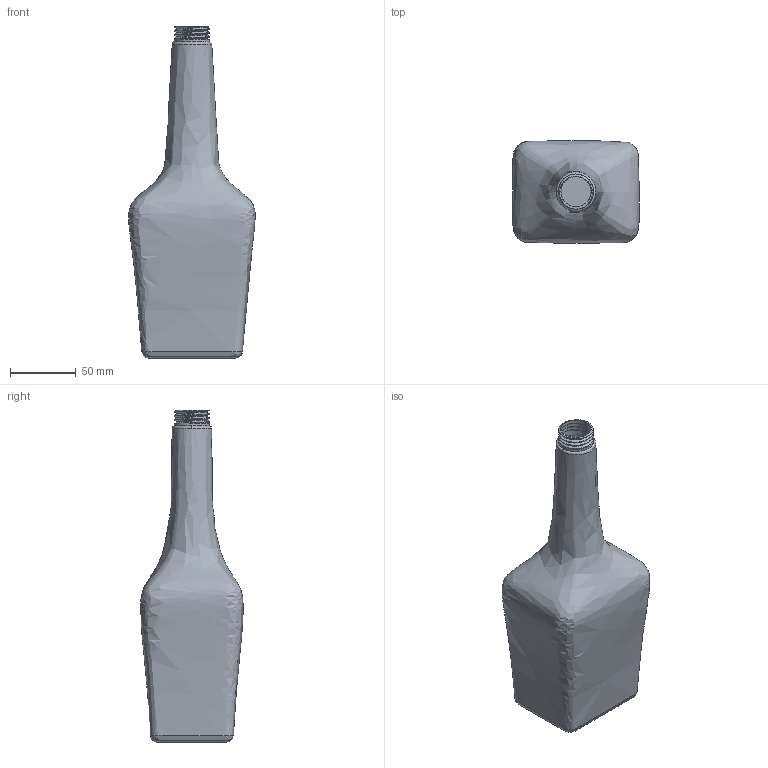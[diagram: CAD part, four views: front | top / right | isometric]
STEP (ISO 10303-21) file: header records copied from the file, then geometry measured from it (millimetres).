
FILE_DESCRIPTION(/* description */ (''),/* implementation_level */ '2;1');
FILE_NAME(/* name */ 'Day 4 - Whiskey Bottle v3.step',/* time_stamp */ '2025-10-16T20:52:16-04:00',/* author */ (''),/* organization */ (''),/* preprocessor_version */ 'ST-DEVELOPER v20.1',/* originating_system */ 'Autodesk Translation Framework v14.10.0.0',/* authorisation */ '');
FILE_SCHEMA (('AUTOMOTIVE_DESIGN { 1 0 10303 214 3 1 1 }'));
Length unit declared in the file: millimetre
Products named in the file (2): Day 4 - Whiskey Bottle; GlassBottle
Assembly tree (1 placements, depth 2):
  Day 4 - Whiskey Bottle
    GlassBottle
Bounding box: 96.56 x 78.11 x 253 mm (x, y, z)
Volume: 112459.8 mm3; surface area: 113817.8 mm2
Topology: 1 solids, 1 shells, 23 faces, 87 edges, 68 vertices
Faces by surface type: cylinder 10, bspline 8, plane 5
Full cylindrical faces by diameter (mm): 23 x1, 23.329 x3, 26.765 x3
Entity records: 12178 total; most frequent: CARTESIAN_POINT 11515, ORIENTED_EDGE 174, EDGE_CURVE 87, B_SPLINE_CURVE_WITH_KNOTS 68, VERTEX_POINT 68, DIRECTION 65, AXIS2_PLACEMENT_3D 28, EDGE_LOOP 25
